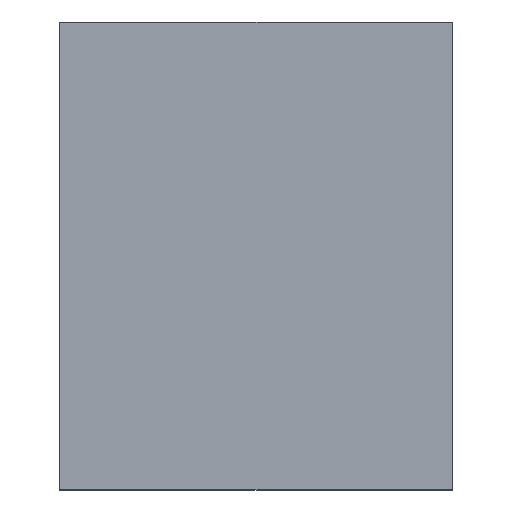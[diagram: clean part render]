
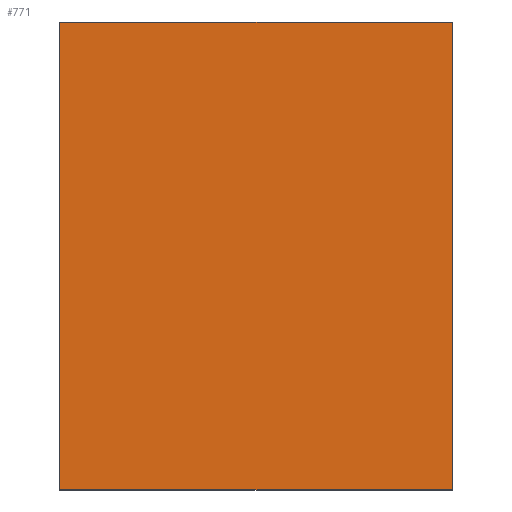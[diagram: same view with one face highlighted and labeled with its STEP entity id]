
A CAD part, front view. The second image highlights one B-rep face of the part: STEP entity #771.
In plain terms, the highlighted planar face has unit normal (0, -1, 0).
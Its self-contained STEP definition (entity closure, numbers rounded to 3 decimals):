
#37 = DIRECTION ( 'NONE',  ( 0., 0., 1. ) ) ;
#59 = EDGE_CURVE ( 'NONE', #932, #1490, #833, .T. ) ;
#109 = DIRECTION ( 'NONE',  ( 0., 0., -1. ) ) ;
#124 = VECTOR ( 'NONE', #208, 1000. ) ;
#163 = CARTESIAN_POINT ( 'NONE',  ( -10.16, 0., -12.1 ) ) ;
#208 = DIRECTION ( 'NONE',  ( 1., 0., 0. ) ) ;
#286 = CARTESIAN_POINT ( 'NONE',  ( -10.16, 0., -12.1 ) ) ;
#411 = DIRECTION ( 'NONE',  ( 0., 1., 0. ) ) ;
#433 = EDGE_CURVE ( 'NONE', #1490, #697, #859, .T. ) ;
#446 = DIRECTION ( 'NONE',  ( -1., 0., 0. ) ) ;
#475 = EDGE_CURVE ( 'NONE', #500, #932, #766, .T. ) ;
#500 = VERTEX_POINT ( 'NONE', #1023 ) ;
#536 = FACE_OUTER_BOUND ( 'NONE', #602, .T. ) ;
#586 = AXIS2_PLACEMENT_3D ( 'NONE', #1341, #411, #629 ) ;
#602 = EDGE_LOOP ( 'NONE', ( #1020, #986, #754, #1387 ) ) ;
#629 = DIRECTION ( 'NONE',  ( 0., 0., 1. ) ) ;
#670 = CARTESIAN_POINT ( 'NONE',  ( -10.16, 0., 0. ) ) ;
#697 = VERTEX_POINT ( 'NONE', #724 ) ;
#724 = CARTESIAN_POINT ( 'NONE',  ( 0., 0., 0. ) ) ;
#754 = ORIENTED_EDGE ( 'NONE', *, *, #1248, .F. ) ;
#766 = LINE ( 'NONE', #1151, #1009 ) ;
#771 = ADVANCED_FACE ( 'NONE', ( #536 ), #1346, .F. ) ;
#792 = LINE ( 'NONE', #1510, #1250 ) ;
#795 = VECTOR ( 'NONE', #37, 1000. ) ;
#833 = LINE ( 'NONE', #286, #795 ) ;
#859 = LINE ( 'NONE', #670, #124 ) ;
#932 = VERTEX_POINT ( 'NONE', #163 ) ;
#986 = ORIENTED_EDGE ( 'NONE', *, *, #475, .F. ) ;
#1009 = VECTOR ( 'NONE', #446, 1000. ) ;
#1020 = ORIENTED_EDGE ( 'NONE', *, *, #59, .F. ) ;
#1023 = CARTESIAN_POINT ( 'NONE',  ( 0., 0., -12.1 ) ) ;
#1151 = CARTESIAN_POINT ( 'NONE',  ( -10.16, 0., -12.1 ) ) ;
#1219 = CARTESIAN_POINT ( 'NONE',  ( -10.16, 0., 0. ) ) ;
#1248 = EDGE_CURVE ( 'NONE', #697, #500, #792, .T. ) ;
#1250 = VECTOR ( 'NONE', #109, 1000. ) ;
#1341 = CARTESIAN_POINT ( 'NONE',  ( 0., 0., 0. ) ) ;
#1346 = PLANE ( 'NONE',  #586 ) ;
#1387 = ORIENTED_EDGE ( 'NONE', *, *, #433, .F. ) ;
#1490 = VERTEX_POINT ( 'NONE', #1219 ) ;
#1510 = CARTESIAN_POINT ( 'NONE',  ( 0., 0., -12.1 ) ) ;
